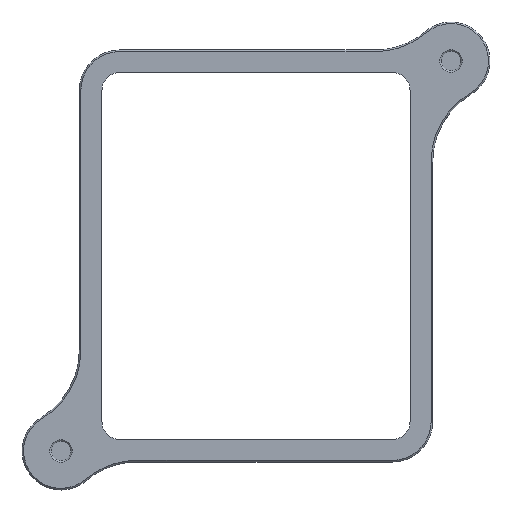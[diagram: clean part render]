
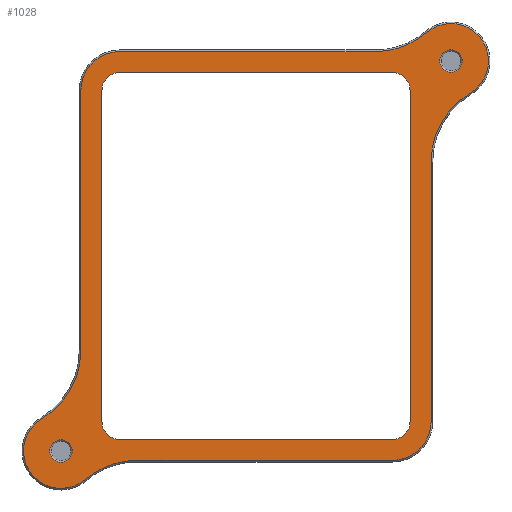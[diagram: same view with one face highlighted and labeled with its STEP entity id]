
A CAD part, top view. The second image highlights one B-rep face of the part: STEP entity #1028.
In plain terms, the highlighted planar face has unit normal (0, 0, 1).
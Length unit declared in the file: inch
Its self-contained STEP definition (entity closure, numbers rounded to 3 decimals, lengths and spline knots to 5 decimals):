
#15=FACE_BOUND('',#147,.T.);
#16=FACE_BOUND('',#148,.T.);
#17=FACE_BOUND('',#149,.T.);
#27=PLANE('',#1139);
#84=FACE_OUTER_BOUND('',#146,.T.);
#146=EDGE_LOOP('',(#785,#786,#787,#788,#789,#790,#791,#792,#793,#794,#795,
#796));
#147=EDGE_LOOP('',(#797));
#148=EDGE_LOOP('',(#798,#799,#800,#801,#802,#803,#804,#805));
#149=EDGE_LOOP('',(#806));
#202=LINE('',#1633,#286);
#208=LINE('',#1651,#292);
#212=LINE('',#1662,#296);
#218=LINE('',#1680,#302);
#227=LINE('',#1709,#311);
#228=LINE('',#1713,#312);
#229=LINE('',#1717,#313);
#230=LINE('',#1720,#314);
#286=VECTOR('',#1288,0.3937);
#292=VECTOR('',#1308,0.3937);
#296=VECTOR('',#1320,0.3937);
#302=VECTOR('',#1340,0.3937);
#311=VECTOR('',#1369,0.3937);
#312=VECTOR('',#1372,0.3937);
#313=VECTOR('',#1375,0.3937);
#314=VECTOR('',#1378,0.3937);
#373=CIRCLE('',#1115,1.02);
#374=CIRCLE('',#1117,0.48);
#375=CIRCLE('',#1119,1.02);
#377=CIRCLE('',#1123,0.497);
#378=CIRCLE('',#1126,1.02);
#379=CIRCLE('',#1128,0.48);
#380=CIRCLE('',#1130,1.02);
#382=CIRCLE('',#1134,0.497);
#384=CIRCLE('',#1140,0.145);
#385=CIRCLE('',#1141,0.22761);
#386=CIRCLE('',#1142,0.22761);
#387=CIRCLE('',#1143,0.22761);
#388=CIRCLE('',#1144,0.22761);
#389=CIRCLE('',#1145,0.145);
#447=VERTEX_POINT('',#1627);
#449=VERTEX_POINT('',#1631);
#450=VERTEX_POINT('',#1635);
#451=VERTEX_POINT('',#1639);
#452=VERTEX_POINT('',#1643);
#453=VERTEX_POINT('',#1647);
#455=VERTEX_POINT('',#1653);
#457=VERTEX_POINT('',#1659);
#458=VERTEX_POINT('',#1664);
#459=VERTEX_POINT('',#1668);
#460=VERTEX_POINT('',#1672);
#461=VERTEX_POINT('',#1676);
#469=VERTEX_POINT('',#1703);
#470=VERTEX_POINT('',#1705);
#471=VERTEX_POINT('',#1706);
#472=VERTEX_POINT('',#1708);
#473=VERTEX_POINT('',#1710);
#474=VERTEX_POINT('',#1712);
#475=VERTEX_POINT('',#1714);
#476=VERTEX_POINT('',#1716);
#477=VERTEX_POINT('',#1718);
#478=VERTEX_POINT('',#1721);
#556=EDGE_CURVE('',#449,#447,#202,.T.);
#557=EDGE_CURVE('',#447,#450,#373,.T.);
#559=EDGE_CURVE('',#450,#451,#374,.T.);
#562=EDGE_CURVE('',#451,#452,#375,.T.);
#565=EDGE_CURVE('',#452,#453,#208,.T.);
#568=EDGE_CURVE('',#453,#455,#377,.T.);
#571=EDGE_CURVE('',#455,#457,#212,.T.);
#572=EDGE_CURVE('',#457,#458,#378,.T.);
#574=EDGE_CURVE('',#458,#459,#379,.T.);
#577=EDGE_CURVE('',#459,#460,#380,.T.);
#580=EDGE_CURVE('',#460,#461,#218,.T.);
#582=EDGE_CURVE('',#461,#449,#382,.T.);
#592=EDGE_CURVE('',#469,#469,#384,.T.);
#593=EDGE_CURVE('',#470,#471,#385,.T.);
#594=EDGE_CURVE('',#472,#470,#227,.T.);
#595=EDGE_CURVE('',#473,#472,#386,.T.);
#596=EDGE_CURVE('',#474,#473,#228,.T.);
#597=EDGE_CURVE('',#475,#474,#387,.T.);
#598=EDGE_CURVE('',#476,#475,#229,.T.);
#599=EDGE_CURVE('',#477,#476,#388,.T.);
#600=EDGE_CURVE('',#471,#477,#230,.T.);
#601=EDGE_CURVE('',#478,#478,#389,.T.);
#785=ORIENTED_EDGE('',*,*,#556,.F.);
#786=ORIENTED_EDGE('',*,*,#582,.F.);
#787=ORIENTED_EDGE('',*,*,#580,.F.);
#788=ORIENTED_EDGE('',*,*,#577,.F.);
#789=ORIENTED_EDGE('',*,*,#574,.F.);
#790=ORIENTED_EDGE('',*,*,#572,.F.);
#791=ORIENTED_EDGE('',*,*,#571,.F.);
#792=ORIENTED_EDGE('',*,*,#568,.F.);
#793=ORIENTED_EDGE('',*,*,#565,.F.);
#794=ORIENTED_EDGE('',*,*,#562,.F.);
#795=ORIENTED_EDGE('',*,*,#559,.F.);
#796=ORIENTED_EDGE('',*,*,#557,.F.);
#797=ORIENTED_EDGE('',*,*,#592,.F.);
#798=ORIENTED_EDGE('',*,*,#593,.F.);
#799=ORIENTED_EDGE('',*,*,#594,.F.);
#800=ORIENTED_EDGE('',*,*,#595,.F.);
#801=ORIENTED_EDGE('',*,*,#596,.F.);
#802=ORIENTED_EDGE('',*,*,#597,.F.);
#803=ORIENTED_EDGE('',*,*,#598,.F.);
#804=ORIENTED_EDGE('',*,*,#599,.F.);
#805=ORIENTED_EDGE('',*,*,#600,.F.);
#806=ORIENTED_EDGE('',*,*,#601,.F.);
#1028=ADVANCED_FACE('',(#84,#15,#16,#17),#27,.T.);
#1115=AXIS2_PLACEMENT_3D('',#1636,#1291,#1292);
#1117=AXIS2_PLACEMENT_3D('',#1640,#1296,#1297);
#1119=AXIS2_PLACEMENT_3D('',#1645,#1302,#1303);
#1123=AXIS2_PLACEMENT_3D('',#1657,#1314,#1315);
#1126=AXIS2_PLACEMENT_3D('',#1665,#1323,#1324);
#1128=AXIS2_PLACEMENT_3D('',#1669,#1328,#1329);
#1130=AXIS2_PLACEMENT_3D('',#1674,#1334,#1335);
#1134=AXIS2_PLACEMENT_3D('',#1683,#1345,#1346);
#1139=AXIS2_PLACEMENT_3D('',#1702,#1363,#1364);
#1140=AXIS2_PLACEMENT_3D('',#1704,#1365,#1366);
#1141=AXIS2_PLACEMENT_3D('',#1707,#1367,#1368);
#1142=AXIS2_PLACEMENT_3D('',#1711,#1370,#1371);
#1143=AXIS2_PLACEMENT_3D('',#1715,#1373,#1374);
#1144=AXIS2_PLACEMENT_3D('',#1719,#1376,#1377);
#1145=AXIS2_PLACEMENT_3D('',#1722,#1379,#1380);
#1288=DIRECTION('',(1.,0.,0.));
#1291=DIRECTION('center_axis',(0.,0.,1.));
#1292=DIRECTION('ref_axis',(0.,-1.,0.));
#1296=DIRECTION('center_axis',(0.,0.,-1.));
#1297=DIRECTION('ref_axis',(1.,0.,0.));
#1302=DIRECTION('center_axis',(0.,0.,1.));
#1303=DIRECTION('ref_axis',(-0.869,0.495,0.));
#1308=DIRECTION('',(0.,-1.,0.));
#1314=DIRECTION('center_axis',(0.,0.,-1.));
#1315=DIRECTION('ref_axis',(0.,-1.,0.));
#1320=DIRECTION('',(-1.,0.,0.));
#1323=DIRECTION('center_axis',(0.,0.,1.));
#1324=DIRECTION('ref_axis',(0.,1.,0.));
#1328=DIRECTION('center_axis',(0.,0.,-1.));
#1329=DIRECTION('ref_axis',(-1.,0.,0.));
#1334=DIRECTION('center_axis',(0.,0.,1.));
#1335=DIRECTION('ref_axis',(0.869,-0.495,0.));
#1340=DIRECTION('',(0.,1.,0.));
#1345=DIRECTION('center_axis',(0.,0.,-1.));
#1346=DIRECTION('ref_axis',(0.,1.,0.));
#1363=DIRECTION('center_axis',(0.,0.,1.));
#1364=DIRECTION('ref_axis',(1.,0.,0.));
#1365=DIRECTION('center_axis',(0.,0.,1.));
#1366=DIRECTION('ref_axis',(-1.,0.,0.));
#1367=DIRECTION('center_axis',(0.,0.,1.));
#1368=DIRECTION('ref_axis',(-1.,0.,0.));
#1369=DIRECTION('',(0.,1.,0.));
#1370=DIRECTION('center_axis',(0.,0.,1.));
#1371=DIRECTION('ref_axis',(0.,1.,0.));
#1372=DIRECTION('',(1.,0.,0.));
#1373=DIRECTION('center_axis',(0.,0.,1.));
#1374=DIRECTION('ref_axis',(1.,0.,0.));
#1375=DIRECTION('',(0.,-1.,0.));
#1376=DIRECTION('center_axis',(0.,0.,1.));
#1377=DIRECTION('ref_axis',(0.,-1.,0.));
#1378=DIRECTION('',(-1.,0.,0.));
#1379=DIRECTION('center_axis',(0.,0.,1.));
#1380=DIRECTION('ref_axis',(-1.,0.,0.));
#1627=CARTESIAN_POINT('',(1.52629,2.747,0.5278));
#1631=CARTESIAN_POINT('',(-1.748,2.747,0.5278));
#1633=CARTESIAN_POINT('',(-0.874,2.747,0.5278));
#1635=CARTESIAN_POINT('',(2.18841,2.99112,0.5278));
#1636=CARTESIAN_POINT('Origin',(1.52629,3.767,0.5278));
#1639=CARTESIAN_POINT('',(2.7448,2.21312,0.5278));
#1640=CARTESIAN_POINT('Origin',(2.5,2.626,0.5278));
#1643=CARTESIAN_POINT('',(2.245,1.33574,0.5278));
#1645=CARTESIAN_POINT('Origin',(3.265,1.33574,0.5278));
#1647=CARTESIAN_POINT('',(2.245,-1.998,0.5278));
#1651=CARTESIAN_POINT('',(2.245,1.188,0.5278));
#1653=CARTESIAN_POINT('',(1.748,-2.495,0.5278));
#1657=CARTESIAN_POINT('Origin',(1.748,-1.998,0.5278));
#1659=CARTESIAN_POINT('',(-1.52629,-2.495,0.5278));
#1662=CARTESIAN_POINT('',(0.874,-2.495,0.5278));
#1664=CARTESIAN_POINT('',(-2.18841,-2.73912,0.5278));
#1665=CARTESIAN_POINT('Origin',(-1.52629,-3.515,0.5278));
#1668=CARTESIAN_POINT('',(-2.7448,-1.96112,0.5278));
#1669=CARTESIAN_POINT('Origin',(-2.5,-2.374,0.5278));
#1672=CARTESIAN_POINT('',(-2.245,-1.08374,0.5278));
#1674=CARTESIAN_POINT('Origin',(-3.265,-1.08374,0.5278));
#1676=CARTESIAN_POINT('',(-2.245,2.25,0.5278));
#1680=CARTESIAN_POINT('',(-2.245,-0.936,0.5278));
#1683=CARTESIAN_POINT('Origin',(-1.748,2.25,0.5278));
#1702=CARTESIAN_POINT('Origin',(0.,0.126,0.5278));
#1703=CARTESIAN_POINT('',(2.645,2.626,0.5278));
#1704=CARTESIAN_POINT('Origin',(2.5,2.626,0.5278));
#1705=CARTESIAN_POINT('',(1.97561,2.25,0.5278));
#1706=CARTESIAN_POINT('',(1.748,2.47761,0.5278));
#1707=CARTESIAN_POINT('Origin',(1.748,2.25,0.5278));
#1708=CARTESIAN_POINT('',(1.97561,-1.998,0.5278));
#1709=CARTESIAN_POINT('',(1.97561,-0.936,0.5278));
#1710=CARTESIAN_POINT('',(1.748,-2.22561,0.5278));
#1711=CARTESIAN_POINT('Origin',(1.748,-1.998,0.5278));
#1712=CARTESIAN_POINT('',(-1.748,-2.22561,0.5278));
#1713=CARTESIAN_POINT('',(-0.874,-2.22561,0.5278));
#1714=CARTESIAN_POINT('',(-1.97561,-1.998,0.5278));
#1715=CARTESIAN_POINT('Origin',(-1.748,-1.998,0.5278));
#1716=CARTESIAN_POINT('',(-1.97561,2.25,0.5278));
#1717=CARTESIAN_POINT('',(-1.97561,1.188,0.5278));
#1718=CARTESIAN_POINT('',(-1.748,2.47761,0.5278));
#1719=CARTESIAN_POINT('Origin',(-1.748,2.25,0.5278));
#1720=CARTESIAN_POINT('',(0.874,2.47761,0.5278));
#1721=CARTESIAN_POINT('',(-2.355,-2.374,0.5278));
#1722=CARTESIAN_POINT('Origin',(-2.5,-2.374,0.5278));
